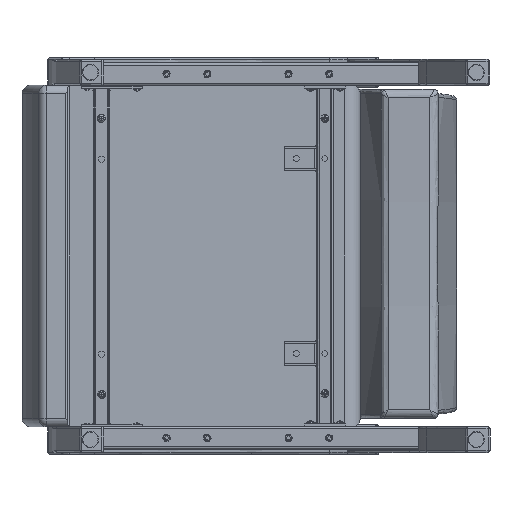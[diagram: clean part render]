
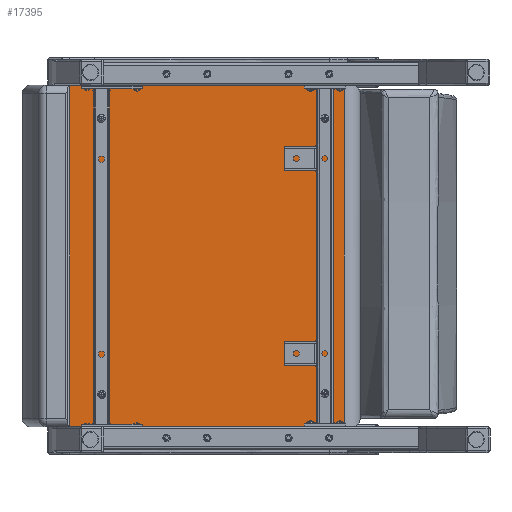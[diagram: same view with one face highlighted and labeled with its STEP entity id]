
A CAD part, front view. The second image highlights one B-rep face of the part: STEP entity #17395.
In plain terms, the highlighted planar face has unit normal (0, -1, 0).
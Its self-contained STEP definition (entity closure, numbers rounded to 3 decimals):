
#1556=PLANE('',#19392);
#2406=LINE('',#50939,#3456);
#2422=LINE('',#51073,#3472);
#2428=LINE('',#51160,#3478);
#2429=LINE('',#51162,#3479);
#3456=VECTOR('',#23598,0.394);
#3472=VECTOR('',#23674,0.394);
#3478=VECTOR('',#23736,0.394);
#3479=VECTOR('',#23739,0.394);
#4864=FACE_OUTER_BOUND('',#6140,.T.);
#6140=EDGE_LOOP('',(#14507,#14508,#14509,#14510));
#8479=VERTEX_POINT('',#50927);
#8480=VERTEX_POINT('',#50938);
#8504=VERTEX_POINT('',#51061);
#8505=VERTEX_POINT('',#51072);
#10539=EDGE_CURVE('',#8479,#8480,#2406,.T.);
#10578=EDGE_CURVE('',#8504,#8505,#2422,.T.);
#10603=EDGE_CURVE('',#8504,#8480,#2428,.T.);
#10604=EDGE_CURVE('',#8505,#8479,#2429,.T.);
#14507=ORIENTED_EDGE('',*,*,#10539,.F.);
#14508=ORIENTED_EDGE('',*,*,#10604,.F.);
#14509=ORIENTED_EDGE('',*,*,#10578,.F.);
#14510=ORIENTED_EDGE('',*,*,#10603,.T.);
#17395=ADVANCED_FACE('',(#4864),#1556,.T.);
#19392=AXIS2_PLACEMENT_3D('',#51161,#23737,#23738);
#23598=DIRECTION('',(1.,0.,0.));
#23674=DIRECTION('',(-1.,0.,0.));
#23736=DIRECTION('',(0.,0.,1.));
#23737=DIRECTION('center_axis',(0.,-1.,0.));
#23738=DIRECTION('ref_axis',(1.,0.,0.));
#23739=DIRECTION('',(0.,0.,1.));
#50927=CARTESIAN_POINT('',(-12.083,0.797,20.966));
#50938=CARTESIAN_POINT('',(4.791,0.797,20.966));
#50939=CARTESIAN_POINT('',(-9.146,0.797,20.966));
#51061=CARTESIAN_POINT('',(4.791,0.797,0.034));
#51072=CARTESIAN_POINT('',(-12.083,0.797,0.034));
#51073=CARTESIAN_POINT('',(-9.146,0.797,0.034));
#51160=CARTESIAN_POINT('',(4.791,0.797,0.));
#51161=CARTESIAN_POINT('Origin',(-12.083,0.797,0.));
#51162=CARTESIAN_POINT('',(-12.083,0.797,0.));
